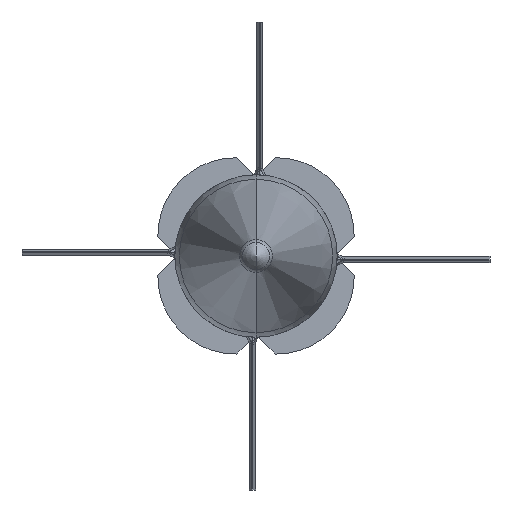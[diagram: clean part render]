
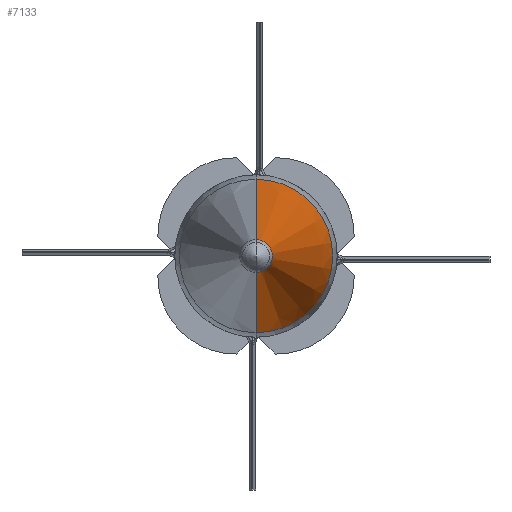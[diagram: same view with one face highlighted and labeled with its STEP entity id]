
A CAD part, front view. The second image highlights one B-rep face of the part: STEP entity #7133.
In plain terms, the highlighted conical face has half-angle 10.715 degrees and reference radius 79.375 mm.
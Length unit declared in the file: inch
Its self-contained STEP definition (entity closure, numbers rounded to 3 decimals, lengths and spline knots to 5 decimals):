
#42 = CARTESIAN_POINT ( 'NONE',  ( 0., -55.76261, 2.95066 ) ) ;
#55 = DIRECTION ( 'NONE',  ( 0., 0.983, 0.186 ) ) ;
#368 = CONICAL_SURFACE ( 'NONE', #6329, 3.125, 0.187 ) ;
#394 = CIRCLE ( 'NONE', #2251, 0.62889 ) ;
#596 = DIRECTION ( 'NONE',  ( 0., -1., 0. ) ) ;
#648 = EDGE_LOOP ( 'NONE', ( #5408, #4451, #3668, #3045 ) ) ;
#735 = FACE_OUTER_BOUND ( 'NONE', #648, .T. ) ;
#1187 = DIRECTION ( 'NONE',  ( 0., 1., 0. ) ) ;
#1465 = CARTESIAN_POINT ( 'NONE',  ( 0., -54.8412, -3.125 ) ) ;
#1604 = VERTEX_POINT ( 'NONE', #42 ) ;
#1619 = AXIS2_PLACEMENT_3D ( 'NONE', #5024, #596, #5606 ) ;
#2181 = EDGE_CURVE ( 'NONE', #2824, #2292, #394, .T. ) ;
#2251 = AXIS2_PLACEMENT_3D ( 'NONE', #2841, #1187, #6239 ) ;
#2292 = VERTEX_POINT ( 'NONE', #3593 ) ;
#2324 = CIRCLE ( 'NONE', #1619, 2.95066 ) ;
#2751 = EDGE_CURVE ( 'NONE', #5546, #1604, #2324, .T. ) ;
#2824 = VERTEX_POINT ( 'NONE', #5680 ) ;
#2841 = CARTESIAN_POINT ( 'NONE',  ( 0., -68.0331, 0. ) ) ;
#3045 = ORIENTED_EDGE ( 'NONE', *, *, #7214, .T. ) ;
#3535 = CARTESIAN_POINT ( 'NONE',  ( 0., -54.8412, 3.125 ) ) ;
#3593 = CARTESIAN_POINT ( 'NONE',  ( 0., -68.0331, -0.62889 ) ) ;
#3668 = ORIENTED_EDGE ( 'NONE', *, *, #2181, .T. ) ;
#4065 = CARTESIAN_POINT ( 'NONE',  ( 0., -54.8412, 0. ) ) ;
#4451 = ORIENTED_EDGE ( 'NONE', *, *, #6835, .F. ) ;
#4575 = VECTOR ( 'NONE', #5342, 39.37008 ) ;
#4588 = CARTESIAN_POINT ( 'NONE',  ( 0., -55.76261, -2.95066 ) ) ;
#4683 = VECTOR ( 'NONE', #55, 39.37008 ) ;
#5024 = CARTESIAN_POINT ( 'NONE',  ( 0., -55.76261, 0. ) ) ;
#5342 = DIRECTION ( 'NONE',  ( 0., 0.983, -0.186 ) ) ;
#5408 = ORIENTED_EDGE ( 'NONE', *, *, #2751, .T. ) ;
#5546 = VERTEX_POINT ( 'NONE', #4588 ) ;
#5606 = DIRECTION ( 'NONE',  ( 0., 0., -1. ) ) ;
#5680 = CARTESIAN_POINT ( 'NONE',  ( 0., -68.0331, 0.62889 ) ) ;
#5747 = DIRECTION ( 'NONE',  ( 0., 1., 0. ) ) ;
#5781 = LINE ( 'NONE', #1465, #4575 ) ;
#6236 = LINE ( 'NONE', #3535, #4683 ) ;
#6239 = DIRECTION ( 'NONE',  ( 0., 0., -1. ) ) ;
#6300 = DIRECTION ( 'NONE',  ( 0., 0., 1. ) ) ;
#6329 = AXIS2_PLACEMENT_3D ( 'NONE', #4065, #5747, #6300 ) ;
#6835 = EDGE_CURVE ( 'NONE', #2824, #1604, #6236, .T. ) ;
#7133 = ADVANCED_FACE ( 'NONE', ( #735 ), #368, .T. ) ;
#7214 = EDGE_CURVE ( 'NONE', #2292, #5546, #5781, .T. ) ;
